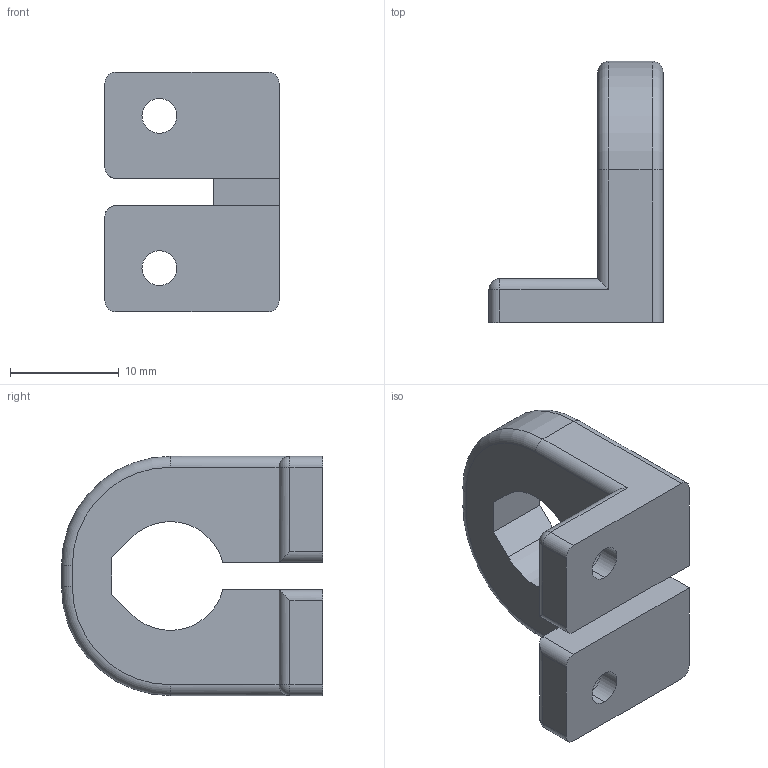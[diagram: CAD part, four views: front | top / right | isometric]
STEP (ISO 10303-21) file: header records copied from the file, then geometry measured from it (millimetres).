
FILE_DESCRIPTION (( 'STEP AP214' ), '1' );
FILE_NAME ('Pressure_Sensor_Mount.STEP', '2026-01-31T07:40:55', ( '' ), ( '' ), 'SwSTEP 2.0', 'SolidWorks 2024', '' );
FILE_SCHEMA (( 'AUTOMOTIVE_DESIGN' ));
Length unit declared in the file: millimetre
Products named in the file (1): Pressure_Sensor_Mount
Bounding box: 16 x 24 x 22 mm (x, y, z)
Volume: 2886.8 mm3; surface area: 2094.3 mm2
Topology: 1 solids, 1 shells, 51 faces, 127 edges, 76 vertices
Faces by surface type: cylinder 27, plane 18, torus 4, sphere 2
Entity records: 1524 total; most frequent: DIRECTION 275, CARTESIAN_POINT 265, ORIENTED_EDGE 250, EDGE_CURVE 125, AXIS2_PLACEMENT_3D 102, VERTEX_POINT 76, LINE 71, VECTOR 71
